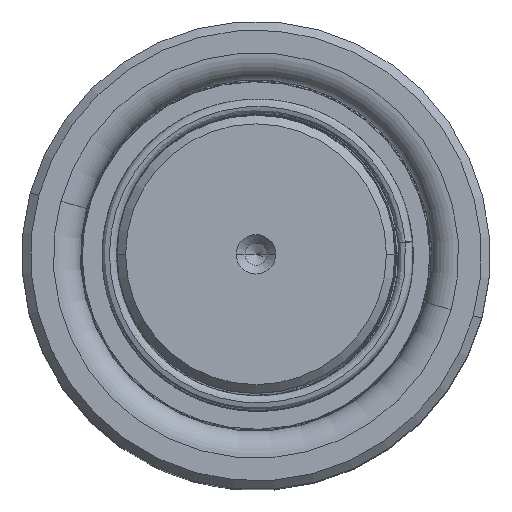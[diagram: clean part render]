
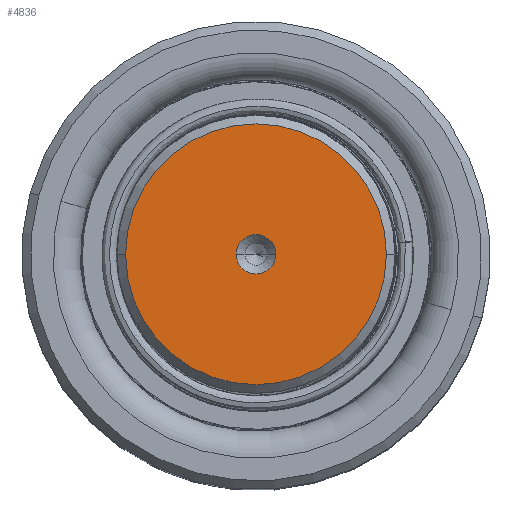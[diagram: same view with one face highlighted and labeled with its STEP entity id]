
A CAD part, top view. The second image highlights one B-rep face of the part: STEP entity #4836.
In plain terms, the highlighted planar face has unit normal (0, 0, 1).
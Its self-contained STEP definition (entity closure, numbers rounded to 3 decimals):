
#159 = CARTESIAN_POINT ( 'NONE',  ( 0., 0., 180. ) ) ;
#3323 = CARTESIAN_POINT ( 'NONE',  ( 17.814, 0., 180. ) ) ;
#3410 = AXIS2_PLACEMENT_3D ( 'NONE', #30876, #13514, #44069 ) ;
#4509 = FACE_OUTER_BOUND ( 'NONE', #40228, .T. ) ;
#4798 = VERTEX_POINT ( 'NONE', #3323 ) ;
#4836 = ADVANCED_FACE ( 'NONE', ( #48807, #4509 ), #30050, .T. ) ;
#8469 = DIRECTION ( 'NONE',  ( 0., 0., 1. ) ) ;
#9115 = DIRECTION ( 'NONE',  ( 0., 0., 1. ) ) ;
#10647 = CARTESIAN_POINT ( 'NONE',  ( 0., 0., 180. ) ) ;
#10665 = EDGE_CURVE ( 'NONE', #4798, #11034, #19080, .T. ) ;
#10815 = EDGE_CURVE ( 'NONE', #35024, #37201, #36857, .T. ) ;
#10824 = DIRECTION ( 'NONE',  ( 1., 0., 0. ) ) ;
#11034 = VERTEX_POINT ( 'NONE', #30281 ) ;
#13514 = DIRECTION ( 'NONE',  ( 0., 0., 1. ) ) ;
#17329 = CARTESIAN_POINT ( 'NONE',  ( -2.7, 0., 180. ) ) ;
#19080 = CIRCLE ( 'NONE', #33959, 17.814 ) ;
#20521 = DIRECTION ( 'NONE',  ( 1., 0., 0. ) ) ;
#24796 = CARTESIAN_POINT ( 'NONE',  ( 2.7, 0., 180. ) ) ;
#25151 = AXIS2_PLACEMENT_3D ( 'NONE', #54992, #46734, #20521 ) ;
#28004 = ORIENTED_EDGE ( 'NONE', *, *, #10665, .T. ) ;
#30050 = PLANE ( 'NONE',  #53609 ) ;
#30281 = CARTESIAN_POINT ( 'NONE',  ( -17.814, 0., 180. ) ) ;
#30876 = CARTESIAN_POINT ( 'NONE',  ( 0., 0., 180. ) ) ;
#32346 = AXIS2_PLACEMENT_3D ( 'NONE', #159, #9115, #43883 ) ;
#33959 = AXIS2_PLACEMENT_3D ( 'NONE', #10647, #41189, #10824 ) ;
#35024 = VERTEX_POINT ( 'NONE', #24796 ) ;
#36857 = CIRCLE ( 'NONE', #25151, 2.7 ) ;
#37201 = VERTEX_POINT ( 'NONE', #17329 ) ;
#37393 = EDGE_LOOP ( 'NONE', ( #39154, #41244 ) ) ;
#39154 = ORIENTED_EDGE ( 'NONE', *, *, #10815, .F. ) ;
#39403 = CARTESIAN_POINT ( 'NONE',  ( 0., 0., 180. ) ) ;
#40228 = EDGE_LOOP ( 'NONE', ( #51899, #28004 ) ) ;
#40318 = EDGE_CURVE ( 'NONE', #37201, #35024, #50820, .T. ) ;
#41189 = DIRECTION ( 'NONE',  ( 0., 0., 1. ) ) ;
#41244 = ORIENTED_EDGE ( 'NONE', *, *, #40318, .F. ) ;
#43601 = DIRECTION ( 'NONE',  ( 1., 0., 0. ) ) ;
#43883 = DIRECTION ( 'NONE',  ( 1., 0., 0. ) ) ;
#44069 = DIRECTION ( 'NONE',  ( 1., 0., 0. ) ) ;
#45438 = EDGE_CURVE ( 'NONE', #11034, #4798, #45576, .T. ) ;
#45576 = CIRCLE ( 'NONE', #32346, 17.814 ) ;
#46734 = DIRECTION ( 'NONE',  ( 0., 0., 1. ) ) ;
#48807 = FACE_BOUND ( 'NONE', #37393, .T. ) ;
#50820 = CIRCLE ( 'NONE', #3410, 2.7 ) ;
#51899 = ORIENTED_EDGE ( 'NONE', *, *, #45438, .T. ) ;
#53609 = AXIS2_PLACEMENT_3D ( 'NONE', #39403, #8469, #43601 ) ;
#54992 = CARTESIAN_POINT ( 'NONE',  ( 0., 0., 180. ) ) ;
